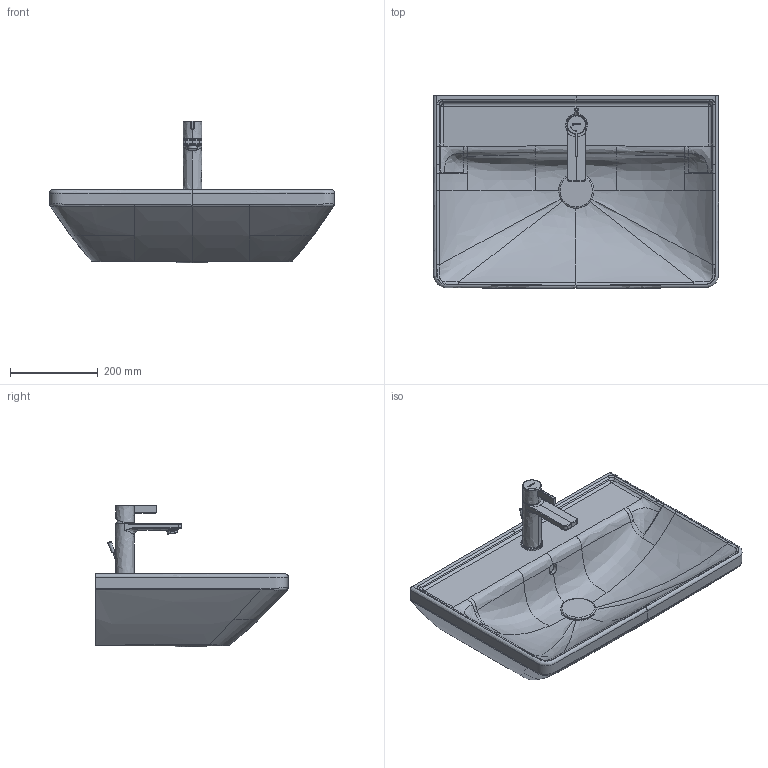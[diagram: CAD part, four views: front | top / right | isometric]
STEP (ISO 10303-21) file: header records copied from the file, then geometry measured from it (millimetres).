
FILE_DESCRIPTION(/* description */ (''),/* implementation_level */ '2;1');
FILE_NAME(/* name */ '236665',/* time_stamp */ '2021-06-21T10:11:37+02:00',/* author */ (''),/* organization */ (''),/* preprocessor_version */ 'ST-DEVELOPER v15',/* originating_system */ '',/* authorisation */ '');
FILE_SCHEMA (('AUTOMOTIVE_DESIGN'));
Length unit declared in the file: millimetre
Products named in the file (1): Document
Bounding box: 650.1 x 440.05 x 323.16 mm (x, y, z)
Volume: 16119731.8 mm3; surface area: 1031512.4 mm2
Topology: 4 solids, 9 shells, 531 faces, 1328 edges, 827 vertices
Faces by surface type: bspline 394, plane 137
Entity records: 82569 total; most frequent: CARTESIAN_POINT 74375, ORIENTED_EDGE 2626, EDGE_CURVE 1320, B_SPLINE_CURVE_WITH_KNOTS 1036, VERTEX_POINT 827, EDGE_LOOP 569, ADVANCED_FACE 531, FACE_OUTER_BOUND 531
